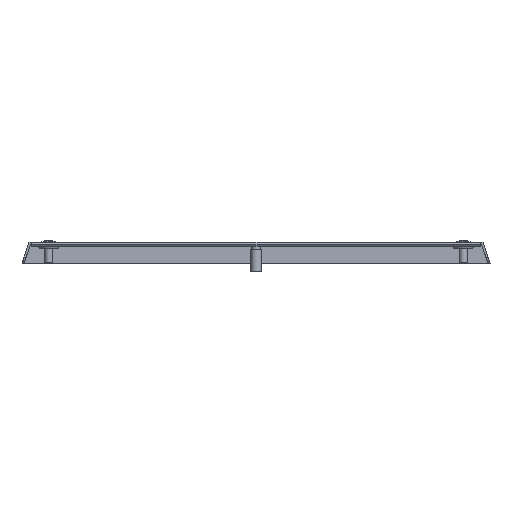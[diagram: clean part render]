
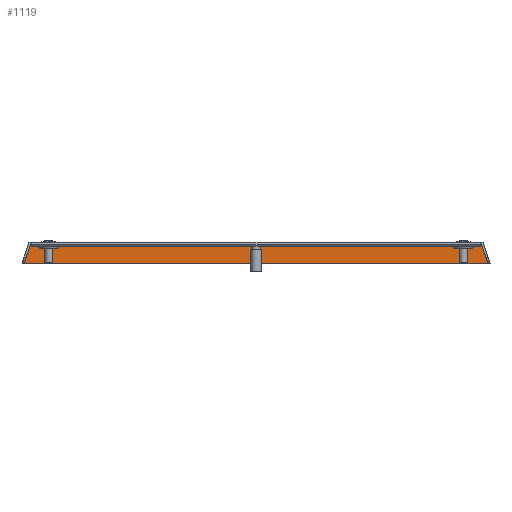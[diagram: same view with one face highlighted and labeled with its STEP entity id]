
A CAD part, front view. The second image highlights one B-rep face of the part: STEP entity #1119.
In plain terms, the highlighted planar face has unit normal (0, -1, 0).
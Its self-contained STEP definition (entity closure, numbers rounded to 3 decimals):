
#84 = VERTEX_POINT ( 'NONE', #3753 ) ;
#180 = LINE ( 'NONE', #2925, #5129 ) ;
#1119 = ADVANCED_FACE ( 'NONE', ( #3922 ), #1290, .F. ) ;
#1125 = CARTESIAN_POINT ( 'NONE',  ( -173.363, 700.4, -16. ) ) ;
#1168 = AXIS2_PLACEMENT_3D ( 'NONE', #2619, #2744, #3438 ) ;
#1290 = PLANE ( 'NONE',  #1168 ) ;
#1338 = LINE ( 'NONE', #2663, #2450 ) ;
#1574 = LINE ( 'NONE', #3318, #3664 ) ;
#1703 = VERTEX_POINT ( 'NONE', #3027 ) ;
#1908 = ORIENTED_EDGE ( 'NONE', *, *, #5067, .F. ) ;
#2450 = VECTOR ( 'NONE', #4387, 1000. ) ;
#2619 = CARTESIAN_POINT ( 'NONE',  ( -174.94, 700.4, -16. ) ) ;
#2663 = CARTESIAN_POINT ( 'NONE',  ( 0., 700.4, -1.5 ) ) ;
#2744 = DIRECTION ( 'NONE',  ( 0., 1., 0. ) ) ;
#2764 = ORIENTED_EDGE ( 'NONE', *, *, #3412, .F. ) ;
#2925 = CARTESIAN_POINT ( 'NONE',  ( 0., 700.4, -16. ) ) ;
#3027 = CARTESIAN_POINT ( 'NONE',  ( -168.651, 700.4, -1.5 ) ) ;
#3315 = ORIENTED_EDGE ( 'NONE', *, *, #3687, .T. ) ;
#3318 = CARTESIAN_POINT ( 'NONE',  ( -173.513, 700.4, -16.464 ) ) ;
#3368 = CARTESIAN_POINT ( 'NONE',  ( 140.103, 700.4, 86.364 ) ) ;
#3412 = EDGE_CURVE ( 'NONE', #5301, #1703, #1574, .T. ) ;
#3438 = DIRECTION ( 'NONE',  ( 0., 0., 1. ) ) ;
#3664 = VECTOR ( 'NONE', #5049, 1000. ) ;
#3687 = EDGE_CURVE ( 'NONE', #84, #1703, #1338, .T. ) ;
#3753 = CARTESIAN_POINT ( 'NONE',  ( 168.651, 700.4, -1.5 ) ) ;
#3922 = FACE_OUTER_BOUND ( 'NONE', #4619, .T. ) ;
#4190 = LINE ( 'NONE', #3368, #4224 ) ;
#4224 = VECTOR ( 'NONE', #5093, 1000. ) ;
#4227 = VERTEX_POINT ( 'NONE', #4685 ) ;
#4387 = DIRECTION ( 'NONE',  ( -1., 0., 0. ) ) ;
#4410 = EDGE_CURVE ( 'NONE', #4227, #5301, #180, .T. ) ;
#4619 = EDGE_LOOP ( 'NONE', ( #5575, #1908, #3315, #2764 ) ) ;
#4651 = DIRECTION ( 'NONE',  ( -1., 0., 0. ) ) ;
#4685 = CARTESIAN_POINT ( 'NONE',  ( 173.363, 700.4, -16. ) ) ;
#5049 = DIRECTION ( 'NONE',  ( 0.309, 0., 0.951 ) ) ;
#5067 = EDGE_CURVE ( 'NONE', #84, #4227, #4190, .T. ) ;
#5093 = DIRECTION ( 'NONE',  ( 0.309, 0., -0.951 ) ) ;
#5129 = VECTOR ( 'NONE', #4651, 1000. ) ;
#5301 = VERTEX_POINT ( 'NONE', #1125 ) ;
#5575 = ORIENTED_EDGE ( 'NONE', *, *, #4410, .F. ) ;
